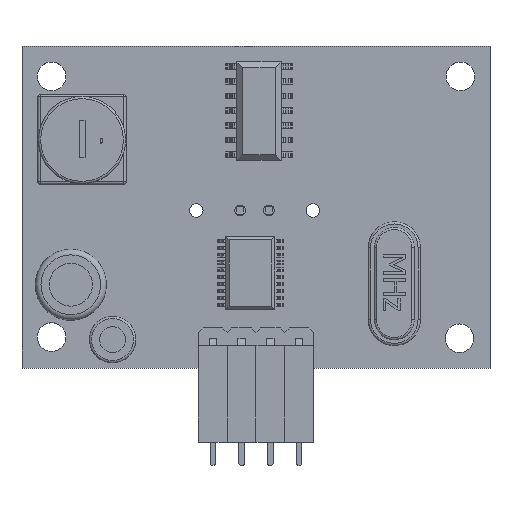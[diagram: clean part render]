
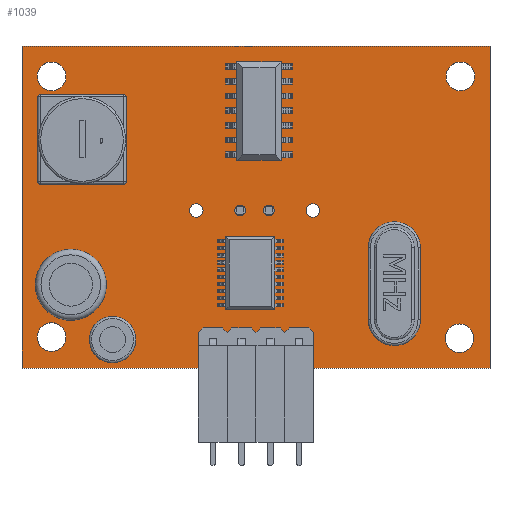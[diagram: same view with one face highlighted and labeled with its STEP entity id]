
A CAD part, top view. The second image highlights one B-rep face of the part: STEP entity #1039.
In plain terms, the highlighted planar face has unit normal (0, 0, 1).
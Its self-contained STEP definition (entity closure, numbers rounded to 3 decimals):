
#1039=ADVANCED_FACE('',(#9698,#9700,#9702,#9704,#9706,#9708,#9710,#9712,#9714,#9716,
#9718,#9720,#9722),#9724,.T.);
#9698=FACE_BOUND('',#9699,.T.);
#9699=EDGE_LOOP('',(#16611,#16612,#16613,#16614));
#9700=FACE_BOUND('',#9701,.T.);
#9701=EDGE_LOOP('',(#16615));
#9702=FACE_BOUND('',#9703,.T.);
#9703=EDGE_LOOP('',(#16616));
#9704=FACE_BOUND('',#9705,.T.);
#9705=EDGE_LOOP('',(#16617));
#9706=FACE_BOUND('',#9707,.T.);
#9707=EDGE_LOOP('',(#16618));
#9708=FACE_BOUND('',#9709,.T.);
#9709=EDGE_LOOP('',(#16619));
#9710=FACE_BOUND('',#9711,.T.);
#9711=EDGE_LOOP('',(#16620));
#9712=FACE_BOUND('',#9713,.T.);
#9713=EDGE_LOOP('',(#16621));
#9714=FACE_BOUND('',#9715,.T.);
#9715=EDGE_LOOP('',(#16622));
#9716=FACE_BOUND('',#9717,.T.);
#9717=EDGE_LOOP('',(#16623));
#9718=FACE_BOUND('',#9719,.T.);
#9719=EDGE_LOOP('',(#16624));
#9720=FACE_BOUND('',#9721,.T.);
#9721=EDGE_LOOP('',(#16625));
#9722=FACE_BOUND('',#9723,.T.);
#9723=EDGE_LOOP('',(#16626));
#9724=PLANE('',#9725);
#9725=AXIS2_PLACEMENT_3D('',#9726,#9727,#9728);
#9726=CARTESIAN_POINT('',(20.68,14.22,1.2));
#9727=DIRECTION('',(0.,0.,1.));
#9728=DIRECTION('',(1.,0.,0.));
#16611=ORIENTED_EDGE('',*,*,#21396,.T.);
#16612=ORIENTED_EDGE('',*,*,#21393,.T.);
#16613=ORIENTED_EDGE('',*,*,#21390,.T.);
#16614=ORIENTED_EDGE('',*,*,#21387,.T.);
#16615=ORIENTED_EDGE('',*,*,#21361,.T.);
#16616=ORIENTED_EDGE('',*,*,#21363,.T.);
#16617=ORIENTED_EDGE('',*,*,#21365,.T.);
#16618=ORIENTED_EDGE('',*,*,#21367,.T.);
#16619=ORIENTED_EDGE('',*,*,#21369,.T.);
#16620=ORIENTED_EDGE('',*,*,#21371,.T.);
#16621=ORIENTED_EDGE('',*,*,#21373,.T.);
#16622=ORIENTED_EDGE('',*,*,#21375,.T.);
#16623=ORIENTED_EDGE('',*,*,#21377,.T.);
#16624=ORIENTED_EDGE('',*,*,#21379,.T.);
#16625=ORIENTED_EDGE('',*,*,#21381,.T.);
#16626=ORIENTED_EDGE('',*,*,#21383,.T.);
#21361=EDGE_CURVE('',#23756,#23756,#23757,.T.);
#21363=EDGE_CURVE('',#23760,#23760,#23761,.T.);
#21365=EDGE_CURVE('',#23764,#23764,#23765,.T.);
#21367=EDGE_CURVE('',#23768,#23768,#23769,.T.);
#21369=EDGE_CURVE('',#23772,#23772,#23773,.T.);
#21371=EDGE_CURVE('',#23776,#23776,#23777,.T.);
#21373=EDGE_CURVE('',#23780,#23780,#23781,.T.);
#21375=EDGE_CURVE('',#23784,#23784,#23785,.T.);
#21377=EDGE_CURVE('',#23788,#23788,#23789,.T.);
#21379=EDGE_CURVE('',#23792,#23792,#23793,.T.);
#21381=EDGE_CURVE('',#23796,#23796,#23797,.T.);
#21383=EDGE_CURVE('',#23800,#23800,#23801,.T.);
#21387=EDGE_CURVE('',#23809,#23807,#23810,.T.);
#21390=EDGE_CURVE('',#23814,#23809,#23815,.T.);
#21393=EDGE_CURVE('',#23819,#23814,#23820,.T.);
#21396=EDGE_CURVE('',#23807,#23819,#23823,.T.);
#23756=VERTEX_POINT('',#27740);
#23757=CIRCLE('',#27741,0.6);
#23760=VERTEX_POINT('',#27750);
#23761=CIRCLE('',#27751,0.475);
#23764=VERTEX_POINT('',#27760);
#23765=CIRCLE('',#27761,0.475);
#23768=VERTEX_POINT('',#27770);
#23769=CIRCLE('',#27771,0.6);
#23772=VERTEX_POINT('',#27780);
#23773=CIRCLE('',#27781,0.5);
#23776=VERTEX_POINT('',#27790);
#23777=CIRCLE('',#27791,0.5);
#23780=VERTEX_POINT('',#27800);
#23781=CIRCLE('',#27801,0.5);
#23784=VERTEX_POINT('',#27810);
#23785=CIRCLE('',#27811,0.5);
#23788=VERTEX_POINT('',#27820);
#23789=CIRCLE('',#27821,1.265);
#23792=VERTEX_POINT('',#27830);
#23793=CIRCLE('',#27831,1.265);
#23796=VERTEX_POINT('',#27840);
#23797=CIRCLE('',#27841,1.265);
#23800=VERTEX_POINT('',#27850);
#23801=CIRCLE('',#27851,1.265);
#23807=VERTEX_POINT('',#27865);
#23809=VERTEX_POINT('',#27869);
#23810=LINE('',#27870,#27871);
#23814=VERTEX_POINT('',#27880);
#23815=LINE('',#27881,#27882);
#23819=VERTEX_POINT('',#27891);
#23820=LINE('',#27892,#27893);
#23823=LINE('',#27901,#27902);
#27740=CARTESIAN_POINT('',(26.302,13.931,1.2));
#27741=AXIS2_PLACEMENT_3D('',#27742,#27743,#27744);
#27742=CARTESIAN_POINT('',(25.702,13.931,1.2));
#27743=DIRECTION('',(0.,0.,-1.));
#27744=DIRECTION('',(1.,0.,0.));
#27750=CARTESIAN_POINT('',(19.757,13.931,1.2));
#27751=AXIS2_PLACEMENT_3D('',#27752,#27753,#27754);
#27752=CARTESIAN_POINT('',(19.282,13.931,1.2));
#27753=DIRECTION('',(0.,0.,-1.));
#27754=DIRECTION('',(1.,0.,0.));
#27760=CARTESIAN_POINT('',(22.297,13.931,1.2));
#27761=AXIS2_PLACEMENT_3D('',#27762,#27763,#27764);
#27762=CARTESIAN_POINT('',(21.822,13.931,1.2));
#27763=DIRECTION('',(0.,0.,-1.));
#27764=DIRECTION('',(1.,0.,0.));
#27770=CARTESIAN_POINT('',(16.002,13.931,1.2));
#27771=AXIS2_PLACEMENT_3D('',#27772,#27773,#27774);
#27772=CARTESIAN_POINT('',(15.402,13.931,1.2));
#27773=DIRECTION('',(0.,0.,-1.));
#27774=DIRECTION('',(1.,0.,0.));
#27780=CARTESIAN_POINT('',(18.924,2.276,1.2));
#27781=AXIS2_PLACEMENT_3D('',#27782,#27783,#27784);
#27782=CARTESIAN_POINT('',(19.424,2.276,1.2));
#27783=DIRECTION('',(0.,0.,-1.));
#27784=DIRECTION('',(-1.,0.,0.));
#27790=CARTESIAN_POINT('',(23.986,2.276,1.2));
#27791=AXIS2_PLACEMENT_3D('',#27792,#27793,#27794);
#27792=CARTESIAN_POINT('',(24.486,2.276,1.2));
#27793=DIRECTION('',(0.,0.,-1.));
#27794=DIRECTION('',(-1.,0.,0.));
#27800=CARTESIAN_POINT('',(21.459,2.276,1.2));
#27801=AXIS2_PLACEMENT_3D('',#27802,#27803,#27804);
#27802=CARTESIAN_POINT('',(21.959,2.276,1.2));
#27803=DIRECTION('',(0.,0.,-1.));
#27804=DIRECTION('',(-1.,0.,0.));
#27810=CARTESIAN_POINT('',(16.362,2.276,1.2));
#27811=AXIS2_PLACEMENT_3D('',#27812,#27813,#27814);
#27812=CARTESIAN_POINT('',(16.862,2.276,1.2));
#27813=DIRECTION('',(0.,0.,-1.));
#27814=DIRECTION('',(-1.,0.,0.));
#27820=CARTESIAN_POINT('',(3.88,25.775,1.2));
#27821=AXIS2_PLACEMENT_3D('',#27822,#27823,#27824);
#27822=CARTESIAN_POINT('',(2.615,25.775,1.2));
#27823=DIRECTION('',(0.,0.,-1.));
#27824=DIRECTION('',(1.,0.,0.));
#27830=CARTESIAN_POINT('',(40.01,25.775,1.2));
#27831=AXIS2_PLACEMENT_3D('',#27832,#27833,#27834);
#27832=CARTESIAN_POINT('',(38.745,25.775,1.2));
#27833=DIRECTION('',(0.,0.,-1.));
#27834=DIRECTION('',(1.,0.,0.));
#27840=CARTESIAN_POINT('',(39.93,2.635,1.2));
#27841=AXIS2_PLACEMENT_3D('',#27842,#27843,#27844);
#27842=CARTESIAN_POINT('',(38.665,2.635,1.2));
#27843=DIRECTION('',(0.,0.,-1.));
#27844=DIRECTION('',(1.,0.,0.));
#27850=CARTESIAN_POINT('',(3.88,2.735,1.2));
#27851=AXIS2_PLACEMENT_3D('',#27852,#27853,#27854);
#27852=CARTESIAN_POINT('',(2.615,2.735,1.2));
#27853=DIRECTION('',(0.,0.,-1.));
#27854=DIRECTION('',(1.,0.,0.));
#27865=CARTESIAN_POINT('',(0.,0.,1.2));
#27869=CARTESIAN_POINT('',(0.,28.44,1.2));
#27870=CARTESIAN_POINT('',(0.,28.44,1.2));
#27871=VECTOR('',#27872,1.);
#27872=DIRECTION('',(0.,-1.,0.));
#27880=CARTESIAN_POINT('',(41.36,28.44,1.2));
#27881=CARTESIAN_POINT('',(41.36,28.44,1.2));
#27882=VECTOR('',#27883,1.);
#27883=DIRECTION('',(-1.,0.,0.));
#27891=CARTESIAN_POINT('',(41.36,0.,1.2));
#27892=CARTESIAN_POINT('',(41.36,0.,1.2));
#27893=VECTOR('',#27894,1.);
#27894=DIRECTION('',(0.,1.,0.));
#27901=CARTESIAN_POINT('',(0.,0.,1.2));
#27902=VECTOR('',#27903,1.);
#27903=DIRECTION('',(1.,0.,0.));
